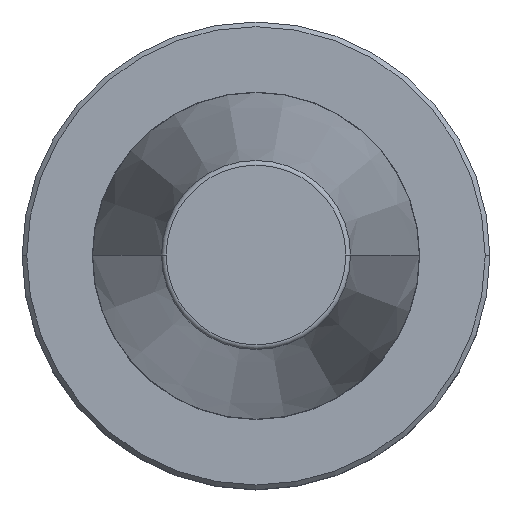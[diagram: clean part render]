
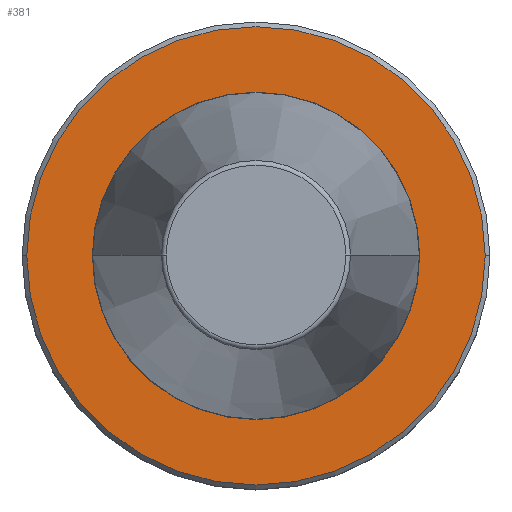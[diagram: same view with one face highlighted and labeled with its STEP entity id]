
A CAD part, top view. The second image highlights one B-rep face of the part: STEP entity #381.
In plain terms, the highlighted planar face has unit normal (0, 0, 1).
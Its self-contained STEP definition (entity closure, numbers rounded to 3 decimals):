
#76 = DIRECTION ( 'NONE',  ( 0., 0., 1. ) ) ;
#155 = CARTESIAN_POINT ( 'NONE',  ( 0., 0., -3. ) ) ;
#181 = EDGE_CURVE ( 'NONE', #925, #1349, #903, .T. ) ;
#208 = EDGE_CURVE ( 'NONE', #1349, #925, #392, .T. ) ;
#242 = CARTESIAN_POINT ( 'NONE',  ( 0., 49., -3. ) ) ;
#297 = VERTEX_POINT ( 'NONE', #1202 ) ;
#327 = CIRCLE ( 'NONE', #1451, 49. ) ;
#381 = ADVANCED_FACE ( 'NONE', ( #692, #1246 ), #784, .F. ) ;
#389 = DIRECTION ( 'NONE',  ( 1., 0., 0. ) ) ;
#392 = CIRCLE ( 'NONE', #1276, 35. ) ;
#516 = EDGE_LOOP ( 'NONE', ( #881, #1463 ) ) ;
#583 = DIRECTION ( 'NONE',  ( 1., 0., 0. ) ) ;
#646 = EDGE_CURVE ( 'NONE', #297, #795, #832, .T. ) ;
#692 = FACE_BOUND ( 'NONE', #1406, .T. ) ;
#729 = DIRECTION ( 'NONE',  ( -1., 0., 0. ) ) ;
#768 = CARTESIAN_POINT ( 'NONE',  ( -35., 0., -3. ) ) ;
#776 = DIRECTION ( 'NONE',  ( 0., 0., -1. ) ) ;
#784 = PLANE ( 'NONE',  #1539 ) ;
#790 = DIRECTION ( 'NONE',  ( 0., 0., 1. ) ) ;
#795 = VERTEX_POINT ( 'NONE', #1238 ) ;
#817 = CARTESIAN_POINT ( 'NONE',  ( 0., 0., -3. ) ) ;
#832 = CIRCLE ( 'NONE', #1397, 49. ) ;
#867 = CARTESIAN_POINT ( 'NONE',  ( 0., 0., -3. ) ) ;
#881 = ORIENTED_EDGE ( 'NONE', *, *, #1395, .T. ) ;
#903 = CIRCLE ( 'NONE', #1112, 35. ) ;
#925 = VERTEX_POINT ( 'NONE', #768 ) ;
#988 = DIRECTION ( 'NONE',  ( 1., 0., 0. ) ) ;
#997 = DIRECTION ( 'NONE',  ( 1., 0., 0. ) ) ;
#1112 = AXIS2_PLACEMENT_3D ( 'NONE', #817, #1263, #389 ) ;
#1113 = DIRECTION ( 'NONE',  ( 0., 0., 1. ) ) ;
#1150 = ORIENTED_EDGE ( 'NONE', *, *, #181, .F. ) ;
#1202 = CARTESIAN_POINT ( 'NONE',  ( 49., 0., -3. ) ) ;
#1235 = CARTESIAN_POINT ( 'NONE',  ( 35., 0., -3. ) ) ;
#1238 = CARTESIAN_POINT ( 'NONE',  ( -49., 0., -3. ) ) ;
#1246 = FACE_OUTER_BOUND ( 'NONE', #516, .T. ) ;
#1263 = DIRECTION ( 'NONE',  ( 0., 0., 1. ) ) ;
#1276 = AXIS2_PLACEMENT_3D ( 'NONE', #155, #790, #583 ) ;
#1297 = CARTESIAN_POINT ( 'NONE',  ( 0., 0., -3. ) ) ;
#1349 = VERTEX_POINT ( 'NONE', #1235 ) ;
#1395 = EDGE_CURVE ( 'NONE', #795, #297, #327, .T. ) ;
#1397 = AXIS2_PLACEMENT_3D ( 'NONE', #1297, #1113, #988 ) ;
#1406 = EDGE_LOOP ( 'NONE', ( #1410, #1150 ) ) ;
#1410 = ORIENTED_EDGE ( 'NONE', *, *, #208, .F. ) ;
#1451 = AXIS2_PLACEMENT_3D ( 'NONE', #867, #76, #997 ) ;
#1463 = ORIENTED_EDGE ( 'NONE', *, *, #646, .T. ) ;
#1539 = AXIS2_PLACEMENT_3D ( 'NONE', #242, #776, #729 ) ;
